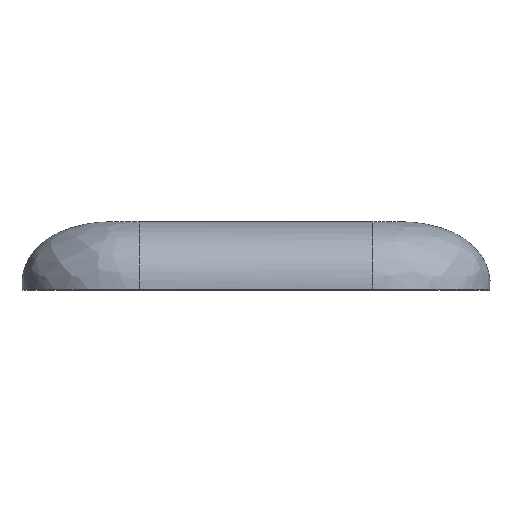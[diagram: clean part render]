
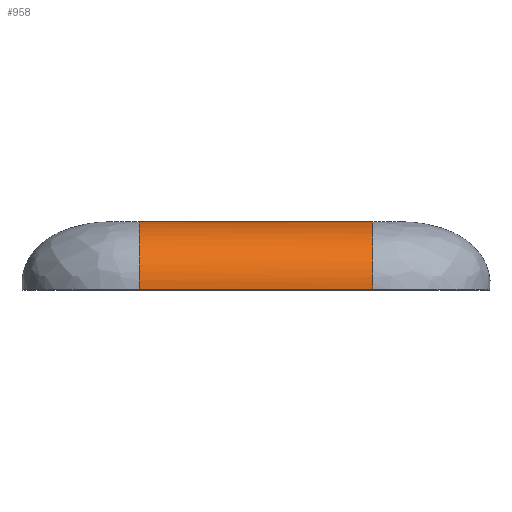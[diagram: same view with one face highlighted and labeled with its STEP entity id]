
A CAD part, top view. The second image highlights one B-rep face of the part: STEP entity #958.
In plain terms, the highlighted free-form (B-spline) face has degree [3, 1] with [13, 2] control points.
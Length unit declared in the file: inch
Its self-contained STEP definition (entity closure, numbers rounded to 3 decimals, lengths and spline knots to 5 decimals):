
#26=B_SPLINE_SURFACE_WITH_KNOTS('',3,1,((#1678,#1679),(#1680,#1681),(#1682,
#1683),(#1684,#1685),(#1686,#1687),(#1688,#1689),(#1690,#1691),(#1692,#1693),
(#1694,#1695),(#1696,#1697),(#1698,#1699),(#1700,#1701),(#1702,#1703)),
 .UNSPECIFIED.,.F.,.F.,.F.,(4,3,3,3,4),(2,2),(-0.4342,-0.33133,
-0.21661,-0.03488,0.),(0.,2.53492),.UNSPECIFIED.);
#82=FACE_OUTER_BOUND('',#146,.T.);
#146=EDGE_LOOP('',(#704,#705,#706,#707));
#372=B_SPLINE_CURVE_WITH_KNOTS('',3,(#1365,#1366,#1367,#1368,#1369,#1370),
 .UNSPECIFIED.,.F.,.F.,(4,2,4),(-2.53492,-1.26746,0.),.UNSPECIFIED.);
#391=B_SPLINE_CURVE_WITH_KNOTS('',3,(#1662,#1663,#1664,#1665,#1666,#1667,
#1668,#1669,#1670,#1671,#1672,#1673,#1674),.UNSPECIFIED.,.F.,.F.,(4,3,3,
3,4),(-0.42176,-0.33133,-0.21661,-0.03488,
0.),.UNSPECIFIED.);
#392=B_SPLINE_CURVE_WITH_KNOTS('',3,(#1705,#1706,#1707,#1708,#1709,#1710,
#1711,#1712,#1713,#1714,#1715,#1716,#1717),.UNSPECIFIED.,.F.,.F.,(4,3,3,
3,4),(0.,0.03488,0.21661,0.33133,0.42176),
 .UNSPECIFIED.);
#393=B_SPLINE_CURVE_WITH_KNOTS('',1,(#1718,#1719),.UNSPECIFIED.,.F.,.F.,
(2,2),(0.,2.53492),.UNSPECIFIED.);
#427=VERTEX_POINT('',#1350);
#429=VERTEX_POINT('',#1364);
#446=VERTEX_POINT('',#1661);
#447=VERTEX_POINT('',#1704);
#520=EDGE_CURVE('',#429,#427,#372,.T.);
#540=EDGE_CURVE('',#429,#446,#391,.T.);
#542=EDGE_CURVE('',#447,#427,#392,.T.);
#543=EDGE_CURVE('',#447,#446,#393,.T.);
#704=ORIENTED_EDGE('',*,*,#520,.T.);
#705=ORIENTED_EDGE('',*,*,#542,.F.);
#706=ORIENTED_EDGE('',*,*,#543,.T.);
#707=ORIENTED_EDGE('',*,*,#540,.F.);
#958=ADVANCED_FACE('',(#82),#26,.T.);
#1350=CARTESIAN_POINT('',(0.499,0.26,1.00012));
#1364=CARTESIAN_POINT('',(-0.499,0.26,1.00012));
#1365=CARTESIAN_POINT('Ctrl Pts',(-0.499,0.26,1.00012));
#1366=CARTESIAN_POINT('Ctrl Pts',(-0.33267,0.26,1.00012));
#1367=CARTESIAN_POINT('Ctrl Pts',(-0.16633,0.26,1.00012));
#1368=CARTESIAN_POINT('Ctrl Pts',(0.16633,0.26,1.00012));
#1369=CARTESIAN_POINT('Ctrl Pts',(0.33267,0.26,1.00012));
#1370=CARTESIAN_POINT('Ctrl Pts',(0.499,0.26,1.00012));
#1661=CARTESIAN_POINT('',(-0.499,0.55,0.625));
#1662=CARTESIAN_POINT('Ctrl Pts',(-0.499,0.26004,1.00007));
#1663=CARTESIAN_POINT('Ctrl Pts',(-0.499,0.29847,1.00348));
#1664=CARTESIAN_POINT('Ctrl Pts',(-0.499,0.33995,0.99763));
#1665=CARTESIAN_POINT('Ctrl Pts',(-0.499,0.37661,0.98033));
#1666=CARTESIAN_POINT('Ctrl Pts',(-0.499,0.42312,0.95839));
#1667=CARTESIAN_POINT('Ctrl Pts',(-0.499,0.45918,0.92079));
#1668=CARTESIAN_POINT('Ctrl Pts',(-0.499,0.48451,0.87931));
#1669=CARTESIAN_POINT('Ctrl Pts',(-0.499,0.52465,0.81361));
#1670=CARTESIAN_POINT('Ctrl Pts',(-0.499,0.54291,0.73566));
#1671=CARTESIAN_POINT('Ctrl Pts',(-0.499,0.54841,0.66485));
#1672=CARTESIAN_POINT('Ctrl Pts',(-0.499,0.54946,0.65126));
#1673=CARTESIAN_POINT('Ctrl Pts',(-0.499,0.55,0.63795));
#1674=CARTESIAN_POINT('Ctrl Pts',(-0.499,0.55,0.625));
#1678=CARTESIAN_POINT('Ctrl Pts',(0.499,0.24438,0.99814));
#1679=CARTESIAN_POINT('Ctrl Pts',(-0.499,0.24438,0.99814));
#1680=CARTESIAN_POINT('Ctrl Pts',(0.499,0.28697,1.00488));
#1681=CARTESIAN_POINT('Ctrl Pts',(-0.499,0.28697,1.00488));
#1682=CARTESIAN_POINT('Ctrl Pts',(0.499,0.33491,1.00001));
#1683=CARTESIAN_POINT('Ctrl Pts',(-0.499,0.33491,1.00001));
#1684=CARTESIAN_POINT('Ctrl Pts',(0.499,0.37661,0.98033));
#1685=CARTESIAN_POINT('Ctrl Pts',(-0.499,0.37661,0.98033));
#1686=CARTESIAN_POINT('Ctrl Pts',(0.499,0.42312,0.95839));
#1687=CARTESIAN_POINT('Ctrl Pts',(-0.499,0.42312,0.95839));
#1688=CARTESIAN_POINT('Ctrl Pts',(0.499,0.45918,0.92079));
#1689=CARTESIAN_POINT('Ctrl Pts',(-0.499,0.45918,0.92079));
#1690=CARTESIAN_POINT('Ctrl Pts',(0.499,0.48451,0.87931));
#1691=CARTESIAN_POINT('Ctrl Pts',(-0.499,0.48451,0.87931));
#1692=CARTESIAN_POINT('Ctrl Pts',(0.499,0.52465,0.81361));
#1693=CARTESIAN_POINT('Ctrl Pts',(-0.499,0.52465,0.81361));
#1694=CARTESIAN_POINT('Ctrl Pts',(0.499,0.54291,0.73566));
#1695=CARTESIAN_POINT('Ctrl Pts',(-0.499,0.54291,0.73566));
#1696=CARTESIAN_POINT('Ctrl Pts',(0.499,0.54841,0.66485));
#1697=CARTESIAN_POINT('Ctrl Pts',(-0.499,0.54841,0.66485));
#1698=CARTESIAN_POINT('Ctrl Pts',(0.499,0.54946,0.65126));
#1699=CARTESIAN_POINT('Ctrl Pts',(-0.499,0.54946,0.65126));
#1700=CARTESIAN_POINT('Ctrl Pts',(0.499,0.55,0.63795));
#1701=CARTESIAN_POINT('Ctrl Pts',(-0.499,0.55,0.63795));
#1702=CARTESIAN_POINT('Ctrl Pts',(0.499,0.55,0.625));
#1703=CARTESIAN_POINT('Ctrl Pts',(-0.499,0.55,0.625));
#1704=CARTESIAN_POINT('',(0.499,0.55,0.625));
#1705=CARTESIAN_POINT('Ctrl Pts',(0.499,0.55,0.625));
#1706=CARTESIAN_POINT('Ctrl Pts',(0.499,0.55,0.63795));
#1707=CARTESIAN_POINT('Ctrl Pts',(0.499,0.54946,0.65126));
#1708=CARTESIAN_POINT('Ctrl Pts',(0.499,0.54841,0.66485));
#1709=CARTESIAN_POINT('Ctrl Pts',(0.499,0.54291,0.73566));
#1710=CARTESIAN_POINT('Ctrl Pts',(0.499,0.52465,0.81361));
#1711=CARTESIAN_POINT('Ctrl Pts',(0.499,0.48451,0.87931));
#1712=CARTESIAN_POINT('Ctrl Pts',(0.499,0.45918,0.92079));
#1713=CARTESIAN_POINT('Ctrl Pts',(0.499,0.42312,0.95839));
#1714=CARTESIAN_POINT('Ctrl Pts',(0.499,0.37661,0.98033));
#1715=CARTESIAN_POINT('Ctrl Pts',(0.499,0.33995,0.99763));
#1716=CARTESIAN_POINT('Ctrl Pts',(0.499,0.29847,1.00348));
#1717=CARTESIAN_POINT('Ctrl Pts',(0.499,0.26004,1.00007));
#1718=CARTESIAN_POINT('Ctrl Pts',(0.499,0.55,0.625));
#1719=CARTESIAN_POINT('Ctrl Pts',(-0.499,0.55,0.625));
